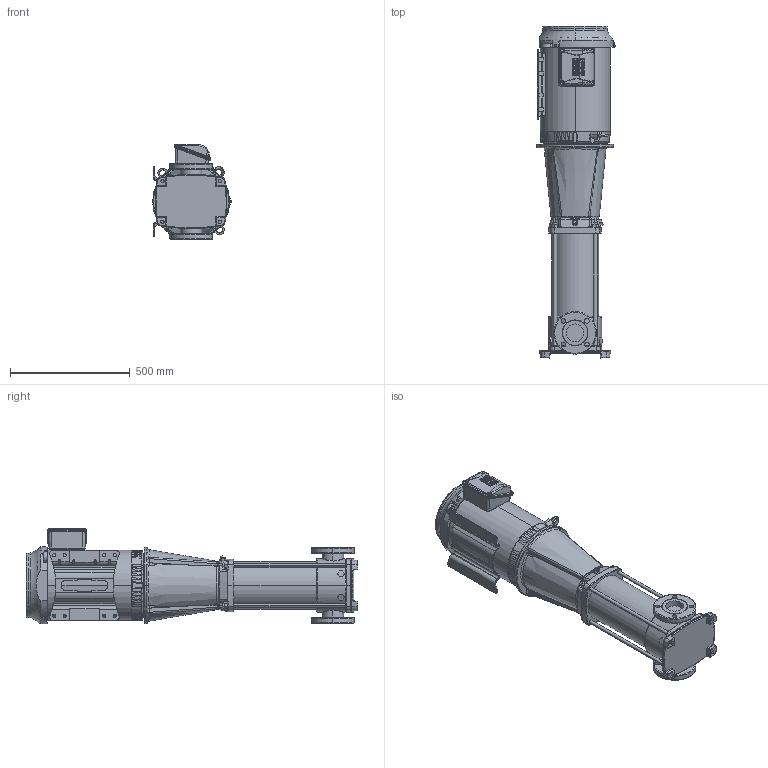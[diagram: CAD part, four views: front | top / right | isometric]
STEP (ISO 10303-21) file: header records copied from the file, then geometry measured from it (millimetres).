
FILE_DESCRIPTION (( 'STEP AP203' ), '1' );
FILE_NAME ('3350100 - MVI-160-5_2-20 HP-254TC-304-E-575~3.step', '2022-03-31T14:01:34', ( '' ), ( '' ), 'SwSTEP 2.0', 'SolidWorks 2021', '' );
FILE_SCHEMA (( 'CONFIG_CONTROL_DESIGN' ));
Length unit declared in the file: inch
Products named in the file (5): sbi_n_32-5-2_flange(NEMA); 3350100 - MVI-160-5_2-20 HP-254TC-304-E-575~3; MVI PEO - [304-EPDM]_3304100 - MVI-160-5_2-20 HP-254TC-304-E-S; TEFC MOTOR_2700103 - NEMA V2 20 HP 254_6TC 575~3 TEFC W; 2700103 - NEMA V2 20 HP 254_6TC 575~3 TEFC
Assembly tree (4 placements, depth 3):
  3350100 - MVI-160-5_2-20 HP-254TC-304-E-575~3
    MVI PEO - [304-EPDM]_3304100 - MVI-160-5_2-20 HP-254TC-304-E-S
      sbi_n_32-5-2_flange(NEMA)
    TEFC MOTOR_2700103 - NEMA V2 20 HP 254_6TC 575~3 TEFC W
      2700103 - NEMA V2 20 HP 254_6TC 575~3 TEFC
Bounding box: 327.39 x 1386.5 x 400.99 mm (x, y, z)
Volume: 71125422.6 mm3; surface area: 2428666.7 mm2
Topology: 23 solids, 47 shells, 5885 faces, 15446 edges, 10123 vertices
Faces by surface type: plane 2961, cylinder 2228, bspline 331, cone 245, torus 117, sphere 3
Entity records: 214015 total; most frequent: CARTESIAN_POINT 68695, ORIENTED_EDGE 30814, DIRECTION 29618, EDGE_CURVE 15407, AXIS2_PLACEMENT_3D 10412, VERTEX_POINT 10123, VECTOR 8794, LINE 8794
